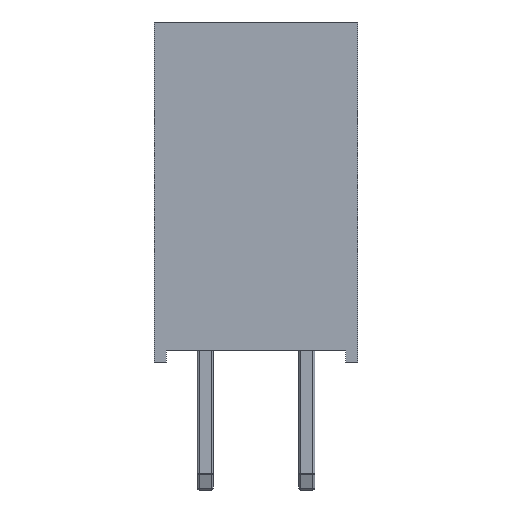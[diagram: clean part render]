
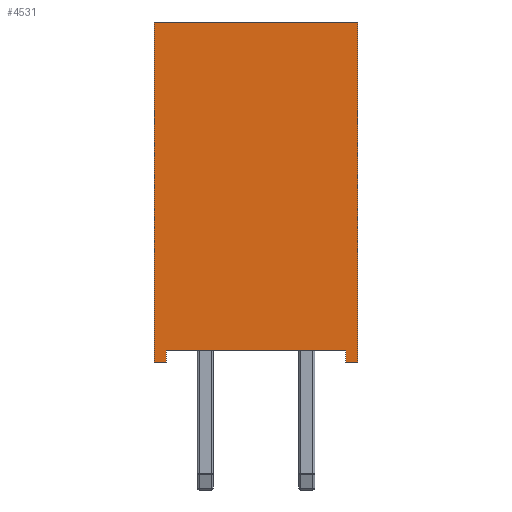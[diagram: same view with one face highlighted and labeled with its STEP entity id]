
A CAD part, left-side view. The second image highlights one B-rep face of the part: STEP entity #4531.
In plain terms, the highlighted planar face has unit normal (-1, 0, 0).
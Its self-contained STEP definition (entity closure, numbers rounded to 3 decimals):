
#558=FACE_OUTER_BOUND('',#848,.T.);
#848=EDGE_LOOP('',(#2908,#2909,#2910,#2911,#2912,#2913,#2914,#2915));
#1170=LINE('',#7041,#1518);
#1171=LINE('',#7044,#1519);
#1173=LINE('',#7048,#1521);
#1174=LINE('',#7050,#1522);
#1175=LINE('',#7052,#1523);
#1176=LINE('',#7054,#1524);
#1177=LINE('',#7056,#1525);
#1178=LINE('',#7057,#1526);
#1518=VECTOR('',#5496,10.);
#1519=VECTOR('',#5499,10.);
#1521=VECTOR('',#5503,10.);
#1522=VECTOR('',#5504,10.);
#1523=VECTOR('',#5505,10.);
#1524=VECTOR('',#5506,10.);
#1525=VECTOR('',#5507,10.);
#1526=VECTOR('',#5508,10.);
#1864=VERTEX_POINT('',#7037);
#1865=VERTEX_POINT('',#7039);
#1866=VERTEX_POINT('',#7043);
#1867=VERTEX_POINT('',#7047);
#1868=VERTEX_POINT('',#7049);
#1869=VERTEX_POINT('',#7051);
#1870=VERTEX_POINT('',#7053);
#1871=VERTEX_POINT('',#7055);
#2242=EDGE_CURVE('',#1864,#1865,#1170,.T.);
#2243=EDGE_CURVE('',#1866,#1864,#1171,.T.);
#2245=EDGE_CURVE('',#1865,#1867,#1173,.T.);
#2246=EDGE_CURVE('',#1867,#1868,#1174,.T.);
#2247=EDGE_CURVE('',#1868,#1869,#1175,.T.);
#2248=EDGE_CURVE('',#1869,#1870,#1176,.T.);
#2249=EDGE_CURVE('',#1871,#1870,#1177,.T.);
#2250=EDGE_CURVE('',#1866,#1871,#1178,.T.);
#2908=ORIENTED_EDGE('',*,*,#2245,.T.);
#2909=ORIENTED_EDGE('',*,*,#2246,.T.);
#2910=ORIENTED_EDGE('',*,*,#2247,.T.);
#2911=ORIENTED_EDGE('',*,*,#2248,.T.);
#2912=ORIENTED_EDGE('',*,*,#2249,.F.);
#2913=ORIENTED_EDGE('',*,*,#2250,.F.);
#2914=ORIENTED_EDGE('',*,*,#2243,.T.);
#2915=ORIENTED_EDGE('',*,*,#2242,.T.);
#4202=PLANE('',#4875);
#4531=ADVANCED_FACE('',(#558),#4202,.T.);
#4875=AXIS2_PLACEMENT_3D('',#7046,#5501,#5502);
#5496=DIRECTION('',(0.,0.,1.));
#5499=DIRECTION('',(0.,-1.,0.));
#5501=DIRECTION('center_axis',(-1.,0.,0.));
#5502=DIRECTION('ref_axis',(0.,-1.,0.));
#5503=DIRECTION('',(0.,-1.,0.));
#5504=DIRECTION('',(0.,0.,-1.));
#5505=DIRECTION('',(0.,-1.,0.));
#5506=DIRECTION('',(0.,0.,1.));
#5507=DIRECTION('',(0.,-1.,0.));
#5508=DIRECTION('',(0.,0.,1.));
#7037=CARTESIAN_POINT('',(-1.27,3.51,0.));
#7039=CARTESIAN_POINT('',(-1.27,3.51,0.3));
#7041=CARTESIAN_POINT('',(-1.27,3.51,0.));
#7043=CARTESIAN_POINT('',(-1.27,3.81,0.));
#7044=CARTESIAN_POINT('',(-1.27,3.81,0.));
#7046=CARTESIAN_POINT('Origin',(-1.27,1.27,0.));
#7047=CARTESIAN_POINT('',(-1.27,-0.97,0.3));
#7048=CARTESIAN_POINT('',(-1.27,1.27,0.3));
#7049=CARTESIAN_POINT('',(-1.27,-0.97,0.));
#7050=CARTESIAN_POINT('',(-1.27,-0.97,0.));
#7051=CARTESIAN_POINT('',(-1.27,-1.27,0.));
#7052=CARTESIAN_POINT('',(-1.27,1.27,0.));
#7053=CARTESIAN_POINT('',(-1.27,-1.27,8.5));
#7054=CARTESIAN_POINT('',(-1.27,-1.27,0.));
#7055=CARTESIAN_POINT('',(-1.27,3.81,8.5));
#7056=CARTESIAN_POINT('',(-1.27,3.81,8.5));
#7057=CARTESIAN_POINT('',(-1.27,3.81,0.));
